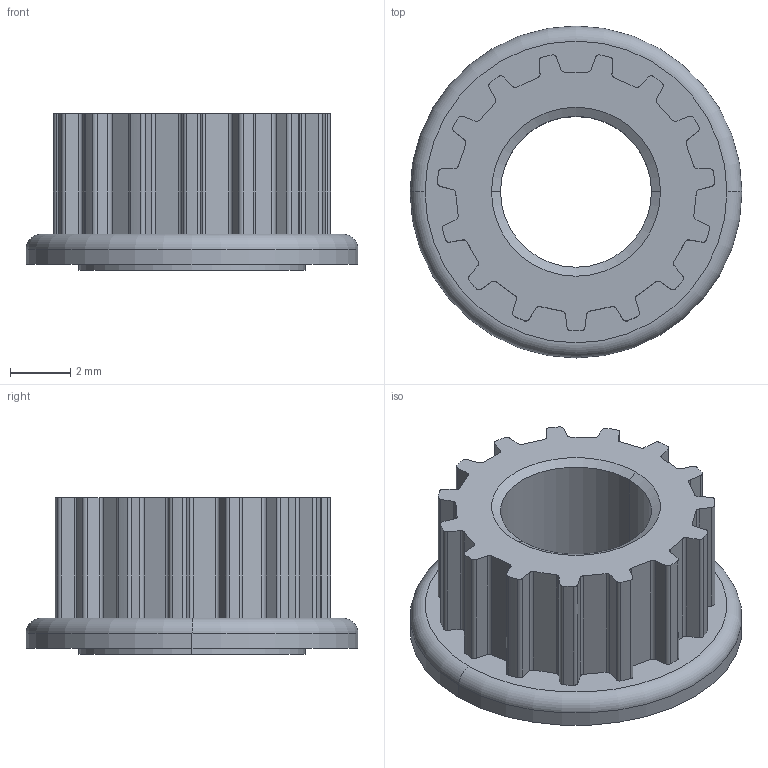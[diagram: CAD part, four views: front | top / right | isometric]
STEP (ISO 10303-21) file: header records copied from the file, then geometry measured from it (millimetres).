
FILE_DESCRIPTION (( 'STEP AP214' ), '1' );
FILE_NAME ('4333240000057.STEP', '2017-10-16T06:20:33', ( '13' ), ( '' ), 'SwSTEP 2.0', 'SolidWorks 2012', '' );
FILE_SCHEMA (( 'AUTOMOTIVE_DESIGN' ));
Length unit declared in the file: millimetre
Products named in the file (1): 4333240000057
Bounding box: 11 x 11 x 5.2 mm (x, y, z)
Volume: 222 mm3; surface area: 417.9 mm2
Topology: 1 solids, 1 shells, 136 faces, 390 edges, 258 vertices
Faces by surface type: cylinder 81, plane 49, cone 4, torus 2
Entity records: 4554 total; most frequent: DIRECTION 834, CARTESIAN_POINT 785, ORIENTED_EDGE 780, EDGE_CURVE 390, AXIS2_PLACEMENT_3D 307, VERTEX_POINT 258, VECTOR 220, LINE 220
